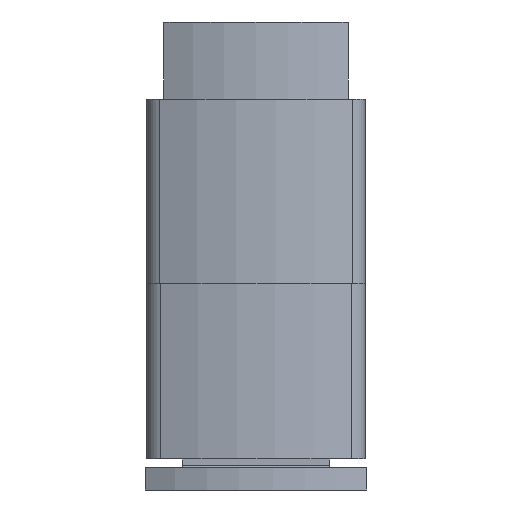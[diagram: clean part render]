
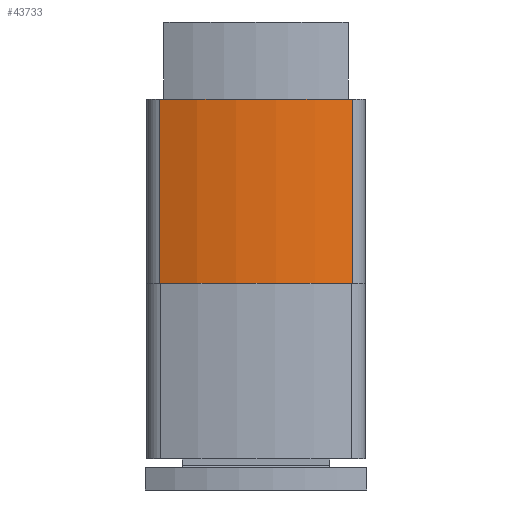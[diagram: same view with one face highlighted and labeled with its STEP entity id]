
A CAD part, left-side view. The second image highlights one B-rep face of the part: STEP entity #43733.
In plain terms, the highlighted cylindrical face has radius 10.9 mm (diameter 21.8 mm), a partial arc.
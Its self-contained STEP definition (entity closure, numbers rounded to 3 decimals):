
#224=CARTESIAN_POINT('',(0.,0.,8.));
#225=DIRECTION('',(0.,0.,-1.));
#226=DIRECTION('',(-0.915,-0.404,0.));
#227=AXIS2_PLACEMENT_3D('',#224,#225,#226);
#258=CARTESIAN_POINT('',(0.,0.,16.4));
#259=DIRECTION('',(0.,0.,1.));
#260=DIRECTION('',(-0.915,0.404,0.));
#261=AXIS2_PLACEMENT_3D('',#258,#259,#260);
#303=DIRECTION('',(0.,0.,-1.));
#304=VECTOR('',#303,8.4);
#305=CARTESIAN_POINT('',(-9.971,-4.404,16.4));
#306=LINE('',#305,#304);
#307=DIRECTION('',(0.,0.,1.));
#308=VECTOR('',#307,8.4);
#309=CARTESIAN_POINT('',(-9.971,4.404,8.));
#310=LINE('',#309,#308);
#36306=CARTESIAN_POINT('',(-9.971,-4.404,16.4));
#36307=CARTESIAN_POINT('',(-9.971,-4.404,8.));
#36308=VERTEX_POINT('',#36306);
#36309=VERTEX_POINT('',#36307);
#36355=CARTESIAN_POINT('',(-9.971,4.404,16.4));
#36357=VERTEX_POINT('',#36355);
#36358=CARTESIAN_POINT('',(-9.971,4.404,8.));
#36359=VERTEX_POINT('',#36358);
#43722=CARTESIAN_POINT('',(0.,0.,18.04));
#43723=DIRECTION('',(0.,0.,1.));
#43724=DIRECTION('',(1.,0.,0.));
#43725=AXIS2_PLACEMENT_3D('',#43722,#43723,#43724);
#43726=CYLINDRICAL_SURFACE('',#43725,10.9);
#43727=ORIENTED_EDGE('',*,*,#43714,.T.);
#43728=ORIENTED_EDGE('',*,*,#43657,.T.);
#43729=ORIENTED_EDGE('',*,*,#43675,.T.);
#43730=ORIENTED_EDGE('',*,*,#43689,.T.);
#43731=EDGE_LOOP('',(#43727,#43728,#43729,#43730));
#43732=FACE_OUTER_BOUND('',#43731,.F.);
#43733=ADVANCED_FACE('',(#43732),#43726,.T.);
#228=CIRCLE('',#227,10.9);
#262=CIRCLE('',#261,10.9);
#43657=EDGE_CURVE('',#36309,#36359,#228,.T.);
#43675=EDGE_CURVE('',#36359,#36357,#310,.T.);
#43689=EDGE_CURVE('',#36357,#36308,#262,.T.);
#43714=EDGE_CURVE('',#36308,#36309,#306,.T.);
